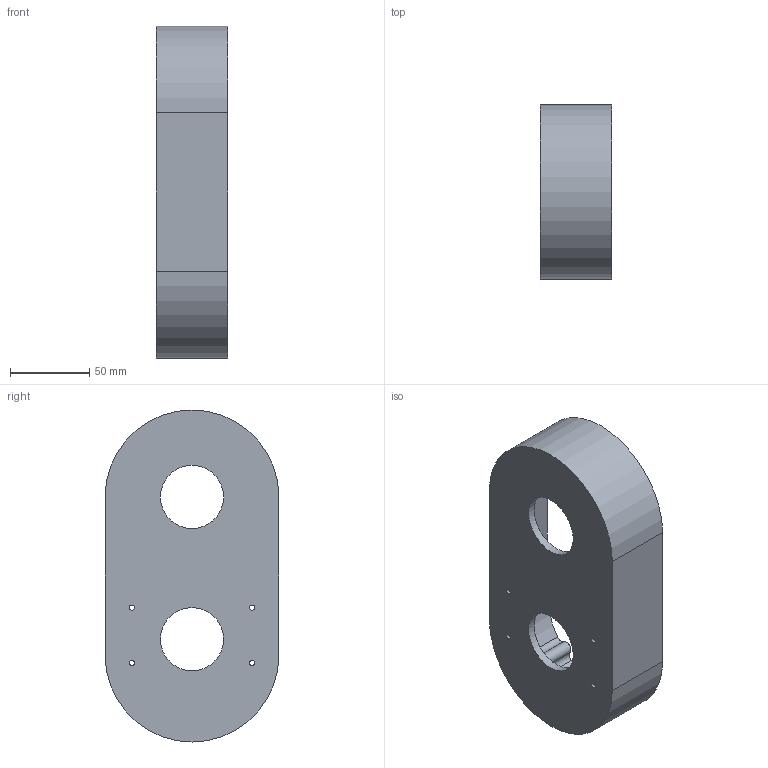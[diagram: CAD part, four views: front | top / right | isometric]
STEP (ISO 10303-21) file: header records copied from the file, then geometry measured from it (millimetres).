
FILE_DESCRIPTION(/* description */ (''),/* implementation_level */ '2;1');
FILE_NAME(/* name */ '',/* time_stamp */ '2023-12-28T10:46:00+07:00',/* author */ ('daveb'),/* organization */ (''),/* preprocessor_version */ 'ST-DEVELOPER v19.2',/* originating_system */ 'Autodesk Inventor 2024',/* authorisation */ '');
FILE_SCHEMA (('AUTOMOTIVE_DESIGN { 1 0 10303 214 3 1 1 }'));
Length unit declared in the file: millimetre
Products named in the file (1): [K3]Đỡ DC
Bounding box: 45 x 110 x 210 mm (x, y, z)
Volume: 245817.1 mm3; surface area: 83474.2 mm2
Topology: 1 solids, 1 shells, 41 faces, 110 edges, 73 vertices
Faces by surface type: cylinder 30, plane 7, cone 4
Full cylindrical faces by diameter (mm): 3.242 x8, 40 x2
Entity records: 1370 total; most frequent: DIRECTION 250, CARTESIAN_POINT 221, ORIENTED_EDGE 212, EDGE_CURVE 106, AXIS2_PLACEMENT_3D 102, VERTEX_POINT 72, CIRCLE 60, EDGE_LOOP 58
